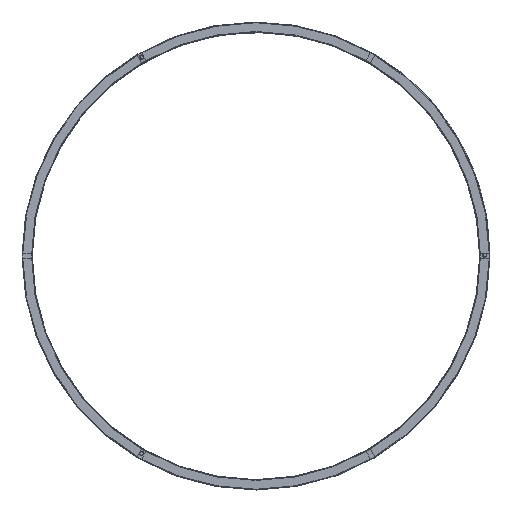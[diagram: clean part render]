
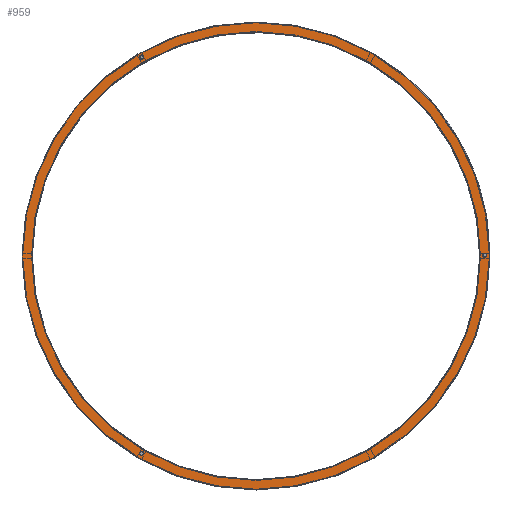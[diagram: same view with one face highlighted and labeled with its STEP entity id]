
A CAD part, top view. The second image highlights one B-rep face of the part: STEP entity #959.
In plain terms, the highlighted face is planar.
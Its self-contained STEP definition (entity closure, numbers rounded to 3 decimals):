
#212=FACE_BOUND('',#331,.T.);
#213=FACE_BOUND('',#332,.T.);
#214=FACE_BOUND('',#333,.T.);
#215=FACE_BOUND('',#334,.T.);
#221=PLANE('',#1131);
#263=FACE_OUTER_BOUND('',#330,.T.);
#330=EDGE_LOOP('',(#747,#748));
#331=EDGE_LOOP('',(#749));
#332=EDGE_LOOP('',(#750));
#333=EDGE_LOOP('',(#751));
#334=EDGE_LOOP('',(#752,#753));
#420=CIRCLE('',#1128,574.25);
#422=CIRCLE('',#1130,574.25);
#423=CIRCLE('',#1132,599.25);
#424=CIRCLE('',#1133,599.25);
#425=CIRCLE('',#1134,1.5);
#426=CIRCLE('',#1135,1.5);
#427=CIRCLE('',#1136,1.5);
#502=VERTEX_POINT('',#1677);
#503=VERTEX_POINT('',#1678);
#504=VERTEX_POINT('',#1683);
#505=VERTEX_POINT('',#1684);
#506=VERTEX_POINT('',#1687);
#507=VERTEX_POINT('',#1689);
#508=VERTEX_POINT('',#1691);
#596=EDGE_CURVE('',#502,#503,#420,.T.);
#598=EDGE_CURVE('',#503,#502,#422,.T.);
#599=EDGE_CURVE('',#504,#505,#423,.T.);
#600=EDGE_CURVE('',#505,#504,#424,.T.);
#601=EDGE_CURVE('',#506,#506,#425,.T.);
#602=EDGE_CURVE('',#507,#507,#426,.T.);
#603=EDGE_CURVE('',#508,#508,#427,.T.);
#747=ORIENTED_EDGE('',*,*,#599,.F.);
#748=ORIENTED_EDGE('',*,*,#600,.F.);
#749=ORIENTED_EDGE('',*,*,#601,.T.);
#750=ORIENTED_EDGE('',*,*,#602,.T.);
#751=ORIENTED_EDGE('',*,*,#603,.T.);
#752=ORIENTED_EDGE('',*,*,#596,.F.);
#753=ORIENTED_EDGE('',*,*,#598,.F.);
#959=ADVANCED_FACE('',(#263,#212,#213,#214,#215),#221,.F.);
#1128=AXIS2_PLACEMENT_3D('',#1679,#1324,#1325);
#1130=AXIS2_PLACEMENT_3D('',#1681,#1328,#1329);
#1131=AXIS2_PLACEMENT_3D('',#1682,#1330,#1331);
#1132=AXIS2_PLACEMENT_3D('',#1685,#1332,#1333);
#1133=AXIS2_PLACEMENT_3D('',#1686,#1334,#1335);
#1134=AXIS2_PLACEMENT_3D('',#1688,#1336,#1337);
#1135=AXIS2_PLACEMENT_3D('',#1690,#1338,#1339);
#1136=AXIS2_PLACEMENT_3D('',#1692,#1340,#1341);
#1324=DIRECTION('center_axis',(0.,0.,-1.));
#1325=DIRECTION('ref_axis',(0.491,-0.871,0.));
#1328=DIRECTION('center_axis',(0.,0.,-1.));
#1329=DIRECTION('ref_axis',(0.491,-0.871,0.));
#1330=DIRECTION('center_axis',(0.,0.,1.));
#1331=DIRECTION('ref_axis',(1.,0.,0.));
#1332=DIRECTION('center_axis',(0.,0.,1.));
#1333=DIRECTION('ref_axis',(0.491,-0.871,0.));
#1334=DIRECTION('center_axis',(0.,0.,1.));
#1335=DIRECTION('ref_axis',(0.491,-0.871,0.));
#1336=DIRECTION('center_axis',(0.,0.,1.));
#1337=DIRECTION('ref_axis',(0.5,0.866,0.));
#1338=DIRECTION('center_axis',(0.,0.,1.));
#1339=DIRECTION('ref_axis',(0.5,-0.866,0.));
#1340=DIRECTION('center_axis',(0.,0.,1.));
#1341=DIRECTION('ref_axis',(-1.,0.,0.));
#1677=CARTESIAN_POINT('',(-281.906,500.292,0.));
#1678=CARTESIAN_POINT('',(-574.25,0.,0.));
#1679=CARTESIAN_POINT('Origin',(0.,0.,0.));
#1681=CARTESIAN_POINT('Origin',(0.,0.,0.));
#1682=CARTESIAN_POINT('Origin',(0.,0.,
0.));
#1683=CARTESIAN_POINT('',(-294.42,521.936,0.));
#1684=CARTESIAN_POINT('',(599.25,0.,0.));
#1685=CARTESIAN_POINT('Origin',(0.,0.,0.));
#1686=CARTESIAN_POINT('Origin',(0.,0.,0.));
#1687=CARTESIAN_POINT('',(292.625,506.841,0.));
#1688=CARTESIAN_POINT('Origin',(293.375,508.14,0.));
#1689=CARTESIAN_POINT('',(292.625,-506.841,0.));
#1690=CARTESIAN_POINT('Origin',(293.375,-508.14,0.));
#1691=CARTESIAN_POINT('',(-585.25,0.,0.));
#1692=CARTESIAN_POINT('Origin',(-586.75,0.,0.));
